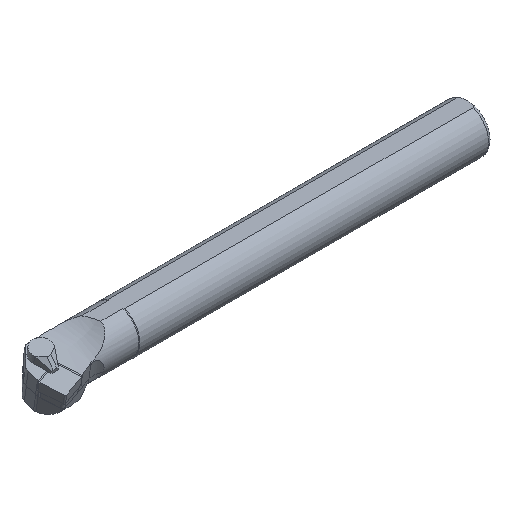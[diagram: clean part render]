
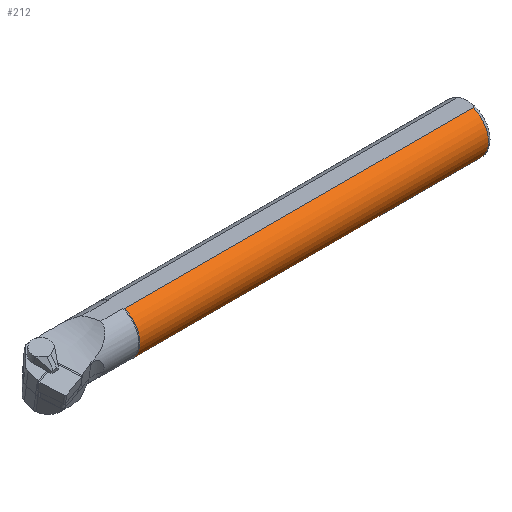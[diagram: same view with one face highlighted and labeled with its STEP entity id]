
A CAD part, isometric view. The second image highlights one B-rep face of the part: STEP entity #212.
In plain terms, the highlighted cylindrical face has radius 16 mm (diameter 32 mm), a partial arc.
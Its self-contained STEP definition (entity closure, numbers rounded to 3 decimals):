
#133=CYLINDRICAL_SURFACE('',#1317,16.);
#212=ADVANCED_FACE('',(#313),#133,.T.);
#313=FACE_OUTER_BOUND('',#380,.T.);
#380=EDGE_LOOP('',(#700,#701,#702,#703));
#450=LINE('',#2247,#537);
#452=LINE('',#2273,#539);
#537=VECTOR('',#1485,1.);
#539=VECTOR('',#1491,1.);
#700=ORIENTED_EDGE('',*,*,#1130,.F.);
#701=ORIENTED_EDGE('',*,*,#1134,.F.);
#702=ORIENTED_EDGE('',*,*,#1135,.F.);
#703=ORIENTED_EDGE('',*,*,#1136,.T.);
#1003=VERTEX_POINT('',#2246);
#1004=VERTEX_POINT('',#2248);
#1007=VERTEX_POINT('',#2272);
#1008=VERTEX_POINT('',#2274);
#1130=EDGE_CURVE('',#1003,#1004,#450,.T.);
#1134=EDGE_CURVE('',#1007,#1003,#1251,.T.);
#1135=EDGE_CURVE('',#1008,#1007,#452,.T.);
#1136=EDGE_CURVE('',#1008,#1004,#1252,.T.);
#1251=CIRCLE('',#1315,16.);
#1252=CIRCLE('',#1316,16.);
#1315=AXIS2_PLACEMENT_3D('',#2271,#1489,#1490);
#1316=AXIS2_PLACEMENT_3D('',#2275,#1492,#1493);
#1317=AXIS2_PLACEMENT_3D('',#2276,#1494,#1495);
#1485=DIRECTION('',(1.,0.,0.));
#1489=DIRECTION('',(-1.,0.,0.));
#1490=DIRECTION('',(0.,0.,1.));
#1491=DIRECTION('',(-1.,0.,0.));
#1492=DIRECTION('',(-1.,0.,0.));
#1493=DIRECTION('',(0.,0.,1.));
#1494=DIRECTION('',(-1.,0.,0.));
#1495=DIRECTION('',(0.,0.,1.));
#2246=CARTESIAN_POINT('',(-134.46,19.07,11.742));
#2247=CARTESIAN_POINT('',(-194.996,19.07,11.742));
#2248=CARTESIAN_POINT('',(102.504,19.07,11.742));
#2271=CARTESIAN_POINT('',(-134.46,24.638,-3.258));
#2272=CARTESIAN_POINT('',(-134.46,19.07,-18.258));
#2273=CARTESIAN_POINT('',(-194.996,19.07,-18.258));
#2274=CARTESIAN_POINT('',(102.504,19.07,-18.258));
#2275=CARTESIAN_POINT('',(102.504,24.638,-3.258));
#2276=CARTESIAN_POINT('',(-194.996,24.638,-3.258));
